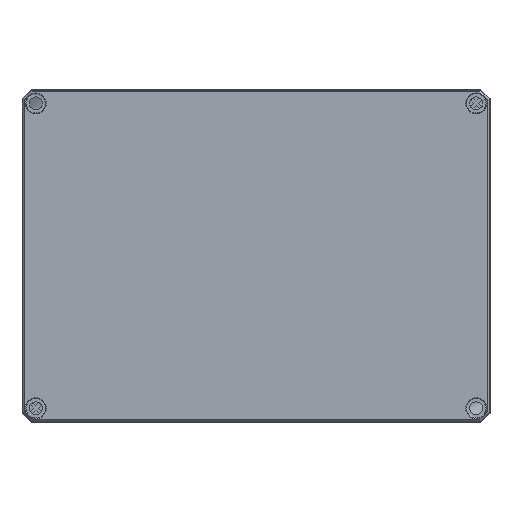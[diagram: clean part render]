
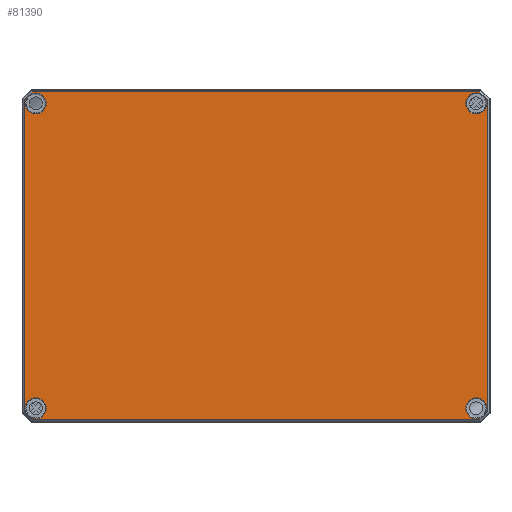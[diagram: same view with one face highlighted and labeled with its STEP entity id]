
A CAD part, top view. The second image highlights one B-rep face of the part: STEP entity #81390.
In plain terms, the highlighted planar face has unit normal (0, 0, 1).
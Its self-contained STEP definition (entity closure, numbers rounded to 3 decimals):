
#124=FACE_BOUND('',#27510,.T.);
#125=FACE_BOUND('',#27511,.T.);
#126=FACE_BOUND('',#27512,.T.);
#127=FACE_BOUND('',#27513,.T.);
#535=PLANE('',#86423);
#2727=LINE('',#109019,#9397);
#2728=LINE('',#109021,#9398);
#2729=LINE('',#109023,#9399);
#2730=LINE('',#109025,#9400);
#2731=LINE('',#109027,#9401);
#2732=LINE('',#109029,#9402);
#2733=LINE('',#109031,#9403);
#2734=LINE('',#109032,#9404);
#9397=VECTOR('',#91658,10.);
#9398=VECTOR('',#91659,10.);
#9399=VECTOR('',#91660,10.);
#9400=VECTOR('',#91661,10.);
#9401=VECTOR('',#91662,10.);
#9402=VECTOR('',#91663,10.);
#9403=VECTOR('',#91664,10.);
#9404=VECTOR('',#91665,10.);
#22675=FACE_OUTER_BOUND('',#27509,.T.);
#27509=EDGE_LOOP('',(#56192,#56193,#56194,#56195,#56196,#56197,#56198,#56199));
#27510=EDGE_LOOP('',(#56200,#56201));
#27511=EDGE_LOOP('',(#56202,#56203));
#27512=EDGE_LOOP('',(#56204));
#27513=EDGE_LOOP('',(#56205));
#32773=CIRCLE('',#86418,5.672);
#32777=CIRCLE('',#86424,5.672);
#32778=CIRCLE('',#86425,5.672);
#32779=CIRCLE('',#86426,5.672);
#32780=CIRCLE('',#86427,5.672);
#32781=CIRCLE('',#86428,5.672);
#34923=VERTEX_POINT('',#109007);
#34926=VERTEX_POINT('',#109017);
#34927=VERTEX_POINT('',#109018);
#34928=VERTEX_POINT('',#109020);
#34929=VERTEX_POINT('',#109022);
#34930=VERTEX_POINT('',#109024);
#34931=VERTEX_POINT('',#109026);
#34932=VERTEX_POINT('',#109028);
#34933=VERTEX_POINT('',#109030);
#34934=VERTEX_POINT('',#109033);
#34935=VERTEX_POINT('',#109034);
#34936=VERTEX_POINT('',#109037);
#34937=VERTEX_POINT('',#109038);
#34938=VERTEX_POINT('',#109041);
#43294=EDGE_CURVE('',#34923,#34923,#32773,.T.);
#43299=EDGE_CURVE('',#34926,#34927,#2727,.T.);
#43300=EDGE_CURVE('',#34928,#34926,#2728,.T.);
#43301=EDGE_CURVE('',#34929,#34928,#2729,.T.);
#43302=EDGE_CURVE('',#34930,#34929,#2730,.T.);
#43303=EDGE_CURVE('',#34931,#34930,#2731,.T.);
#43304=EDGE_CURVE('',#34932,#34931,#2732,.T.);
#43305=EDGE_CURVE('',#34933,#34932,#2733,.T.);
#43306=EDGE_CURVE('',#34927,#34933,#2734,.T.);
#43307=EDGE_CURVE('',#34934,#34935,#32777,.T.);
#43308=EDGE_CURVE('',#34935,#34934,#32778,.T.);
#43309=EDGE_CURVE('',#34936,#34937,#32779,.T.);
#43310=EDGE_CURVE('',#34937,#34936,#32780,.T.);
#43311=EDGE_CURVE('',#34938,#34938,#32781,.T.);
#56192=ORIENTED_EDGE('',*,*,#43299,.F.);
#56193=ORIENTED_EDGE('',*,*,#43300,.F.);
#56194=ORIENTED_EDGE('',*,*,#43301,.F.);
#56195=ORIENTED_EDGE('',*,*,#43302,.F.);
#56196=ORIENTED_EDGE('',*,*,#43303,.F.);
#56197=ORIENTED_EDGE('',*,*,#43304,.F.);
#56198=ORIENTED_EDGE('',*,*,#43305,.F.);
#56199=ORIENTED_EDGE('',*,*,#43306,.F.);
#56200=ORIENTED_EDGE('',*,*,#43307,.F.);
#56201=ORIENTED_EDGE('',*,*,#43308,.F.);
#56202=ORIENTED_EDGE('',*,*,#43309,.F.);
#56203=ORIENTED_EDGE('',*,*,#43310,.F.);
#56204=ORIENTED_EDGE('',*,*,#43311,.F.);
#56205=ORIENTED_EDGE('',*,*,#43294,.F.);
#81390=ADVANCED_FACE('',(#22675,#124,#125,#126,#127),#535,.T.);
#86418=AXIS2_PLACEMENT_3D('',#109008,#91645,#91646);
#86423=AXIS2_PLACEMENT_3D('',#109016,#91656,#91657);
#86424=AXIS2_PLACEMENT_3D('',#109035,#91666,#91667);
#86425=AXIS2_PLACEMENT_3D('',#109036,#91668,#91669);
#86426=AXIS2_PLACEMENT_3D('',#109039,#91670,#91671);
#86427=AXIS2_PLACEMENT_3D('',#109040,#91672,#91673);
#86428=AXIS2_PLACEMENT_3D('',#109042,#91674,#91675);
#91645=DIRECTION('center_axis',(0.,0.,1.));
#91646=DIRECTION('ref_axis',(-1.,0.,0.));
#91656=DIRECTION('center_axis',(0.,0.,1.));
#91657=DIRECTION('ref_axis',(1.,0.,0.));
#91658=DIRECTION('',(0.707,-0.707,0.));
#91659=DIRECTION('',(1.,0.,0.));
#91660=DIRECTION('',(0.707,0.707,0.));
#91661=DIRECTION('',(0.,1.,0.));
#91662=DIRECTION('',(-0.707,0.707,0.));
#91663=DIRECTION('',(-1.,0.,0.));
#91664=DIRECTION('',(-0.707,-0.707,0.));
#91665=DIRECTION('',(0.,-1.,0.));
#91666=DIRECTION('center_axis',(0.,0.,1.));
#91667=DIRECTION('ref_axis',(1.,0.,0.));
#91668=DIRECTION('center_axis',(0.,0.,1.));
#91669=DIRECTION('ref_axis',(1.,0.,0.));
#91670=DIRECTION('center_axis',(0.,0.,1.));
#91671=DIRECTION('ref_axis',(1.,0.,0.));
#91672=DIRECTION('center_axis',(0.,0.,1.));
#91673=DIRECTION('ref_axis',(1.,0.,0.));
#91674=DIRECTION('center_axis',(0.,0.,1.));
#91675=DIRECTION('ref_axis',(-1.,0.,0.));
#109007=CARTESIAN_POINT('',(-113.828,82.75,39.));
#109008=CARTESIAN_POINT('Origin',(-119.5,82.75,39.));
#109016=CARTESIAN_POINT('Origin',(0.,0.,
39.));
#109017=CARTESIAN_POINT('',(121.445,88.91,39.));
#109018=CARTESIAN_POINT('',(125.66,84.695,39.));
#109019=CARTESIAN_POINT('',(113.115,97.24,39.));
#109020=CARTESIAN_POINT('',(-121.445,88.91,39.));
#109021=CARTESIAN_POINT('',(-61.,88.91,39.));
#109022=CARTESIAN_POINT('',(-125.66,84.695,39.));
#109023=CARTESIAN_POINT('',(-115.615,94.74,39.));
#109024=CARTESIAN_POINT('',(-125.66,-84.695,39.));
#109025=CARTESIAN_POINT('',(-125.66,-42.625,39.));
#109026=CARTESIAN_POINT('',(-121.445,-88.91,39.));
#109027=CARTESIAN_POINT('',(-113.115,-97.24,39.));
#109028=CARTESIAN_POINT('',(121.445,-88.91,39.));
#109029=CARTESIAN_POINT('',(61.,-88.91,39.));
#109030=CARTESIAN_POINT('',(125.66,-84.695,39.));
#109031=CARTESIAN_POINT('',(115.615,-94.74,39.));
#109032=CARTESIAN_POINT('',(125.66,42.625,39.));
#109033=CARTESIAN_POINT('',(113.828,82.75,39.));
#109034=CARTESIAN_POINT('',(125.172,82.75,39.));
#109035=CARTESIAN_POINT('Origin',(119.5,82.75,39.));
#109036=CARTESIAN_POINT('Origin',(119.5,82.75,39.));
#109037=CARTESIAN_POINT('',(113.828,-82.75,39.));
#109038=CARTESIAN_POINT('',(125.172,-82.75,39.));
#109039=CARTESIAN_POINT('Origin',(119.5,-82.75,39.));
#109040=CARTESIAN_POINT('Origin',(119.5,-82.75,39.));
#109041=CARTESIAN_POINT('',(-113.828,-82.75,39.));
#109042=CARTESIAN_POINT('Origin',(-119.5,-82.75,39.));
